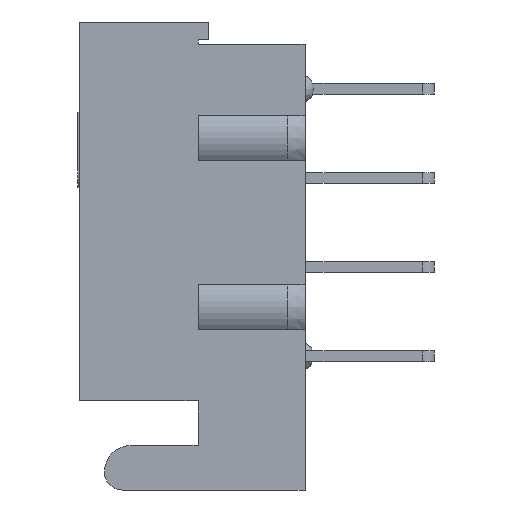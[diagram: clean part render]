
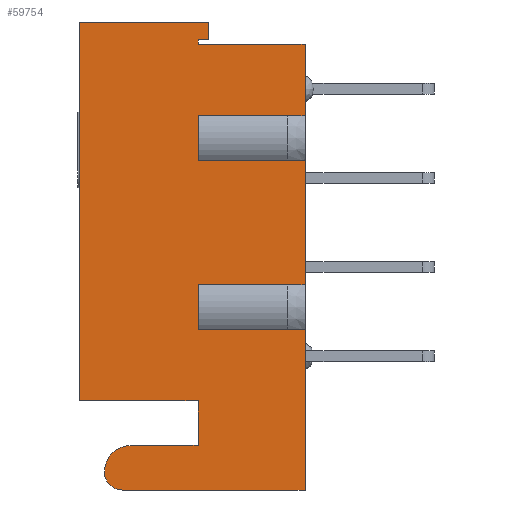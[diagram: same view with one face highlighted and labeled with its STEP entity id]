
A CAD part, left-side view. The second image highlights one B-rep face of the part: STEP entity #59754.
In plain terms, the highlighted planar face has unit normal (-1, 0, 0).
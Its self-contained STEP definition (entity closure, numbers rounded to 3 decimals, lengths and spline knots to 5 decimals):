
#2543=CIRCLE('',#61995,0.02);
#2545=CIRCLE('',#61998,0.03);
#6359=FACE_OUTER_BOUND('',#9280,.T.);
#9280=EDGE_LOOP('',(#52493,#52494,#52495,#52496,#52497,#52498,#52499,#52500,
#52501,#52502,#52503,#52504,#52505,#52506,#52507,#52508,#52509,#52510,#52511,
#52512,#52513,#52514,#52515));
#12463=LINE('',#91698,#18575);
#12469=LINE('',#91715,#18581);
#12475=LINE('',#91744,#18587);
#12480=LINE('',#91753,#18592);
#12501=LINE('',#92330,#18613);
#13021=LINE('',#93620,#19133);
#13030=LINE('',#93643,#19142);
#13034=LINE('',#93653,#19146);
#13035=LINE('',#93654,#19147);
#13036=LINE('',#93655,#19148);
#13200=LINE('',#94113,#19312);
#13211=LINE('',#94155,#19323);
#13212=LINE('',#94157,#19324);
#13213=LINE('',#94159,#19325);
#13214=LINE('',#94162,#19326);
#13265=LINE('',#94269,#19377);
#13268=LINE('',#94275,#19380);
#13269=LINE('',#94278,#19381);
#15199=LINE('',#100048,#21311);
#15290=LINE('',#100299,#21402);
#15395=LINE('',#100529,#21507);
#18575=VECTOR('',#72306,0.3937);
#18581=VECTOR('',#72314,0.3937);
#18587=VECTOR('',#72340,0.3937);
#18592=VECTOR('',#72347,0.3937);
#18613=VECTOR('',#72518,0.3937);
#19133=VECTOR('',#73830,0.3937);
#19142=VECTOR('',#73843,0.3937);
#19146=VECTOR('',#73849,0.3937);
#19147=VECTOR('',#73850,0.3937);
#19148=VECTOR('',#73851,0.3937);
#19312=VECTOR('',#74289,0.3937);
#19323=VECTOR('',#74338,0.3937);
#19324=VECTOR('',#74341,0.3937);
#19325=VECTOR('',#74344,0.3937);
#19326=VECTOR('',#74349,0.3937);
#19377=VECTOR('',#74412,0.3937);
#19380=VECTOR('',#74417,0.3937);
#19381=VECTOR('',#74420,0.3937);
#21311=VECTOR('',#80120,0.3937);
#21402=VECTOR('',#80375,0.3937);
#21507=VECTOR('',#80668,0.3937);
#24493=VERTEX_POINT('',#91695);
#24494=VERTEX_POINT('',#91697);
#24500=VERTEX_POINT('',#91712);
#24501=VERTEX_POINT('',#91714);
#24507=VERTEX_POINT('',#91731);
#24508=VERTEX_POINT('',#91733);
#24510=VERTEX_POINT('',#91739);
#24511=VERTEX_POINT('',#91743);
#24514=VERTEX_POINT('',#91751);
#24563=VERTEX_POINT('',#92329);
#24927=VERTEX_POINT('',#93617);
#24928=VERTEX_POINT('',#93619);
#24936=VERTEX_POINT('',#93640);
#24937=VERTEX_POINT('',#93642);
#24939=VERTEX_POINT('',#93651);
#24988=VERTEX_POINT('',#94111);
#24995=VERTEX_POINT('',#94146);
#24997=VERTEX_POINT('',#94153);
#25042=VERTEX_POINT('',#94257);
#25047=VERTEX_POINT('',#94267);
#25049=VERTEX_POINT('',#94273);
#25050=VERTEX_POINT('',#94277);
#27005=VERTEX_POINT('',#100047);
#31418=EDGE_CURVE('',#24494,#24493,#12463,.T.);
#31425=EDGE_CURVE('',#24501,#24500,#12469,.T.);
#31433=EDGE_CURVE('',#24507,#24508,#2543,.T.);
#31436=EDGE_CURVE('',#24508,#24510,#2545,.T.);
#31438=EDGE_CURVE('',#24511,#24510,#12475,.T.);
#31443=EDGE_CURVE('',#24514,#24507,#12480,.T.);
#31516=EDGE_CURVE('',#24511,#24563,#12501,.T.);
#32198=EDGE_CURVE('',#24928,#24927,#13021,.T.);
#32208=EDGE_CURVE('',#24937,#24936,#13030,.T.);
#32213=EDGE_CURVE('',#24939,#24927,#13034,.T.);
#32214=EDGE_CURVE('',#24494,#24500,#13035,.T.);
#32215=EDGE_CURVE('',#24937,#24514,#13036,.T.);
#32391=EDGE_CURVE('',#24988,#24939,#13200,.T.);
#32414=EDGE_CURVE('',#24997,#24936,#13211,.T.);
#32415=EDGE_CURVE('',#24995,#24928,#13212,.T.);
#32416=EDGE_CURVE('',#24501,#24997,#13213,.T.);
#32418=EDGE_CURVE('',#24995,#24493,#13214,.T.);
#32471=EDGE_CURVE('',#25042,#25047,#13265,.T.);
#32474=EDGE_CURVE('',#25047,#25049,#13268,.T.);
#32475=EDGE_CURVE('',#25050,#25049,#13269,.T.);
#35371=EDGE_CURVE('',#27005,#24563,#15199,.T.);
#35493=EDGE_CURVE('',#24988,#25042,#15290,.T.);
#35598=EDGE_CURVE('',#27005,#25050,#15395,.T.);
#52493=ORIENTED_EDGE('',*,*,#35598,.F.);
#52494=ORIENTED_EDGE('',*,*,#35371,.T.);
#52495=ORIENTED_EDGE('',*,*,#31516,.F.);
#52496=ORIENTED_EDGE('',*,*,#31438,.T.);
#52497=ORIENTED_EDGE('',*,*,#31436,.F.);
#52498=ORIENTED_EDGE('',*,*,#31433,.F.);
#52499=ORIENTED_EDGE('',*,*,#31443,.F.);
#52500=ORIENTED_EDGE('',*,*,#32215,.F.);
#52501=ORIENTED_EDGE('',*,*,#32208,.T.);
#52502=ORIENTED_EDGE('',*,*,#32414,.F.);
#52503=ORIENTED_EDGE('',*,*,#32416,.F.);
#52504=ORIENTED_EDGE('',*,*,#31425,.T.);
#52505=ORIENTED_EDGE('',*,*,#32214,.F.);
#52506=ORIENTED_EDGE('',*,*,#31418,.T.);
#52507=ORIENTED_EDGE('',*,*,#32418,.F.);
#52508=ORIENTED_EDGE('',*,*,#32415,.T.);
#52509=ORIENTED_EDGE('',*,*,#32198,.T.);
#52510=ORIENTED_EDGE('',*,*,#32213,.F.);
#52511=ORIENTED_EDGE('',*,*,#32391,.F.);
#52512=ORIENTED_EDGE('',*,*,#35493,.T.);
#52513=ORIENTED_EDGE('',*,*,#32471,.T.);
#52514=ORIENTED_EDGE('',*,*,#32474,.T.);
#52515=ORIENTED_EDGE('',*,*,#32475,.F.);
#54267=PLANE('',#64703);
#59754=ADVANCED_FACE('',(#6359),#54267,.T.);
#61995=AXIS2_PLACEMENT_3D('',#91734,#72328,#72329);
#61998=AXIS2_PLACEMENT_3D('',#91740,#72335,#72336);
#64703=AXIS2_PLACEMENT_3D('',#100528,#80666,#80667);
#72306=DIRECTION('',(0.,1.,0.));
#72314=DIRECTION('',(0.,-1.,0.));
#72328=DIRECTION('center_axis',(1.,0.,0.));
#72329=DIRECTION('ref_axis',(0.,0.707,-0.707));
#72335=DIRECTION('center_axis',(1.,0.,0.));
#72336=DIRECTION('ref_axis',(0.,0.707,0.707));
#72340=DIRECTION('',(0.,1.,0.));
#72347=DIRECTION('',(0.,1.,0.));
#72518=DIRECTION('',(0.,0.,1.));
#73830=DIRECTION('',(0.,-1.,0.));
#73843=DIRECTION('',(0.,1.,0.));
#73849=DIRECTION('',(0.,0.,-1.));
#73850=DIRECTION('',(0.,0.,-1.));
#73851=DIRECTION('',(0.,0.,-1.));
#74289=DIRECTION('',(0.,-1.,0.));
#74338=DIRECTION('',(0.,0.,-1.));
#74341=DIRECTION('',(0.,0.,1.));
#74344=DIRECTION('',(0.,0.,-1.));
#74349=DIRECTION('',(0.,0.,-1.));
#74412=DIRECTION('',(0.,-1.,0.));
#74417=DIRECTION('',(0.,0.,1.));
#74420=DIRECTION('',(0.,-1.,0.));
#80120=DIRECTION('',(0.,-1.,0.));
#80375=DIRECTION('',(0.,0.,1.));
#80666=DIRECTION('center_axis',(-1.,0.,0.));
#80667=DIRECTION('ref_axis',(0.,0.,
1.));
#80668=DIRECTION('',(0.,0.,1.));
#91695=CARTESIAN_POINT('',(-1.70613,0.80649,-0.0771));
#91697=CARTESIAN_POINT('',(-1.70613,0.68649,-0.0771));
#91698=CARTESIAN_POINT('',(-1.70613,0.74649,-0.0771));
#91712=CARTESIAN_POINT('',(-1.70613,0.68649,-0.2171));
#91714=CARTESIAN_POINT('',(-1.70613,0.80649,-0.2171));
#91715=CARTESIAN_POINT('',(-1.70613,0.74649,-0.2171));
#91731=CARTESIAN_POINT('',(-1.70613,0.89149,-0.4471));
#91733=CARTESIAN_POINT('',(-1.70613,0.91149,-0.4271));
#91734=CARTESIAN_POINT('Origin',(-1.70613,0.89149,-0.4271));
#91739=CARTESIAN_POINT('',(-1.70613,0.88149,-0.3971));
#91740=CARTESIAN_POINT('Origin',(-1.70613,0.88149,-0.4271));
#91743=CARTESIAN_POINT('',(-1.70613,0.80649,-0.3971));
#91744=CARTESIAN_POINT('',(-1.70613,0.68649,-0.3971));
#91751=CARTESIAN_POINT('',(-1.70613,0.68649,-0.4471));
#91753=CARTESIAN_POINT('',(-1.70613,0.68649,-0.4471));
#92329=CARTESIAN_POINT('',(-1.70613,0.80649,-0.3471));
#92330=CARTESIAN_POINT('',(-1.70613,0.80649,-0.3471));
#93617=CARTESIAN_POINT('',(-1.70613,0.68649,-0.0271));
#93619=CARTESIAN_POINT('',(-1.70613,0.80649,-0.0271));
#93620=CARTESIAN_POINT('',(-1.70613,0.74649,-0.0271));
#93640=CARTESIAN_POINT('',(-1.70613,0.80649,-0.2671));
#93642=CARTESIAN_POINT('',(-1.70613,0.68649,-0.2671));
#93643=CARTESIAN_POINT('',(-1.70613,0.74649,-0.2671));
#93651=CARTESIAN_POINT('',(-1.70613,0.68649,0.0529));
#93653=CARTESIAN_POINT('',(-1.70613,0.68649,-0.3471));
#93654=CARTESIAN_POINT('',(-1.70613,0.68649,-0.3471));
#93655=CARTESIAN_POINT('',(-1.70613,0.68649,-0.3471));
#94111=CARTESIAN_POINT('',(-1.70613,0.80649,0.0529));
#94113=CARTESIAN_POINT('',(-1.70613,0.80649,0.0529));
#94146=CARTESIAN_POINT('',(-1.70613,0.80649,-0.0521));
#94153=CARTESIAN_POINT('',(-1.70613,0.80649,-0.2421));
#94155=CARTESIAN_POINT('',(-1.70613,0.80649,0.0529));
#94157=CARTESIAN_POINT('',(-1.70613,0.80649,0.0529));
#94159=CARTESIAN_POINT('',(-1.70613,0.80649,0.0529));
#94162=CARTESIAN_POINT('',(-1.70613,0.80649,0.0529));
#94257=CARTESIAN_POINT('',(-1.70613,0.80649,0.0579));
#94267=CARTESIAN_POINT('',(-1.70613,0.79449,0.0579));
#94269=CARTESIAN_POINT('',(-1.70613,0.93949,0.0579));
#94273=CARTESIAN_POINT('',(-1.70613,0.79449,0.0779));
#94275=CARTESIAN_POINT('',(-1.70613,0.79449,0.0579));
#94277=CARTESIAN_POINT('',(-1.70613,0.93949,0.0779));
#94278=CARTESIAN_POINT('',(-1.70613,0.93949,0.0779));
#100047=CARTESIAN_POINT('',(-1.70613,0.93949,-0.3471));
#100048=CARTESIAN_POINT('',(-1.70613,0.83949,-0.3471));
#100299=CARTESIAN_POINT('',(-1.70613,0.80649,0.0529));
#100528=CARTESIAN_POINT('Origin',(-1.70613,0.83949,-0.3471));
#100529=CARTESIAN_POINT('',(-1.70613,0.93949,0.0529));
